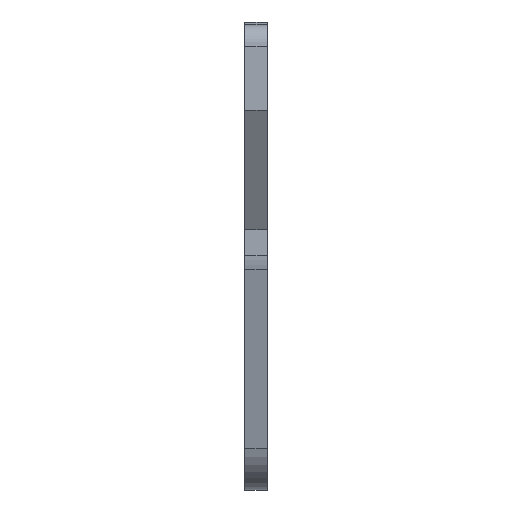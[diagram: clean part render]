
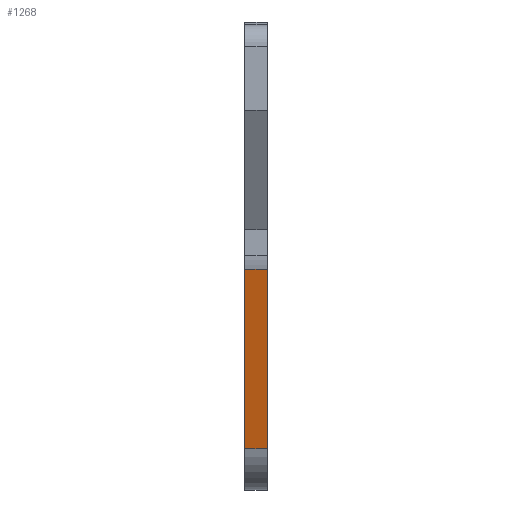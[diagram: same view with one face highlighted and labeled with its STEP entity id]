
A CAD part, left-side view. The second image highlights one B-rep face of the part: STEP entity #1268.
In plain terms, the highlighted planar face has unit normal (-0.968, 0, -0.25).
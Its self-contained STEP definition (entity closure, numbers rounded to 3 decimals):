
#1062=FACE_OUTER_BOUND('',#1834,.T.);
#1268=ADVANCED_FACE('',(#1062),#1401,.T.);
#1401=PLANE('',#4492);
#1834=EDGE_LOOP('',(#2248,#2249,#2250,#2251));
#2248=ORIENTED_EDGE('',*,*,#3200,.F.);
#2249=ORIENTED_EDGE('',*,*,#3321,.F.);
#2250=ORIENTED_EDGE('',*,*,#3322,.F.);
#2251=ORIENTED_EDGE('',*,*,#3323,.F.);
#2902=VERTEX_POINT('',#5624);
#2903=VERTEX_POINT('',#5626);
#3001=VERTEX_POINT('',#5973);
#3002=VERTEX_POINT('',#5977);
#3200=EDGE_CURVE('',#2902,#2903,#3606,.T.);
#3321=EDGE_CURVE('',#3001,#2902,#3661,.T.);
#3322=EDGE_CURVE('',#3002,#3001,#3662,.T.);
#3323=EDGE_CURVE('',#2903,#3002,#3663,.T.);
#3606=LINE('',#5625,#3923);
#3661=LINE('',#5974,#3978);
#3662=LINE('',#5976,#3979);
#3663=LINE('',#5978,#3980);
#3923=VECTOR('',#4720,1.);
#3978=VECTOR('',#4991,1.);
#3979=VECTOR('',#4994,1.);
#3980=VECTOR('',#4995,1.);
#4492=AXIS2_PLACEMENT_3D('',#5979,#4996,#4997);
#4720=DIRECTION('',(0.25,0.,-0.968));
#4991=DIRECTION('',(0.,-1.,0.));
#4994=DIRECTION('',(-0.25,0.,0.968));
#4995=DIRECTION('',(0.,1.,0.));
#4996=DIRECTION('',(-0.968,0.,-0.25));
#4997=DIRECTION('',(-0.25,0.,0.968));
#5624=CARTESIAN_POINT('',(-47.842,-2.,-19.411));
#5625=CARTESIAN_POINT('',(-47.842,-2.,-19.411));
#5626=CARTESIAN_POINT('',(-43.642,-2.,-35.652));
#5973=CARTESIAN_POINT('',(-47.842,0.,-19.411));
#5974=CARTESIAN_POINT('',(-47.842,0.,-19.411));
#5976=CARTESIAN_POINT('',(-43.642,0.,-35.652));
#5977=CARTESIAN_POINT('',(-43.642,0.,-35.652));
#5978=CARTESIAN_POINT('',(-43.642,-2.,-35.652));
#5979=CARTESIAN_POINT('',(-43.642,-2.,-35.652));
